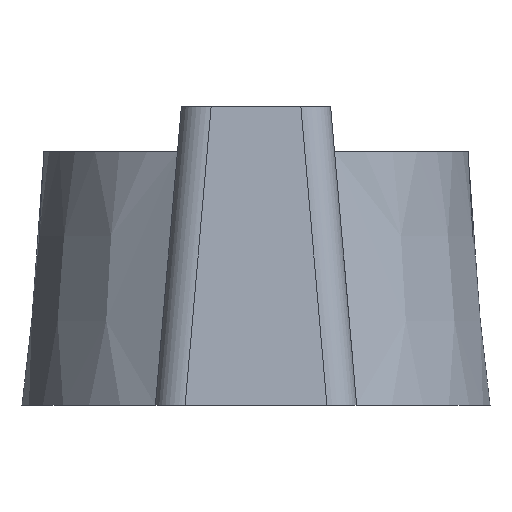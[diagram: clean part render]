
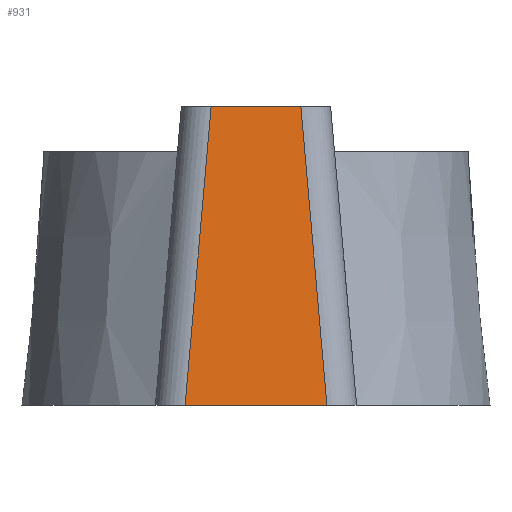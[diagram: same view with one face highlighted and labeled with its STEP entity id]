
A CAD part, front view. The second image highlights one B-rep face of the part: STEP entity #931.
In plain terms, the highlighted planar face has unit normal (0, -0.996, 0.087).
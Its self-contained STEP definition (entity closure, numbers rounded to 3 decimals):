
#155=FACE_OUTER_BOUND('',#209,.T.);
#209=EDGE_LOOP('',(#814,#815,#816,#817));
#274=LINE('',#1656,#342);
#277=LINE('',#1667,#345);
#278=LINE('',#1670,#346);
#279=LINE('',#1671,#347);
#342=VECTOR('',#1309,10.);
#345=VECTOR('',#1324,10.);
#346=VECTOR('',#1327,10.);
#347=VECTOR('',#1328,10.);
#436=VERTEX_POINT('',#1653);
#437=VERTEX_POINT('',#1655);
#439=VERTEX_POINT('',#1665);
#440=VERTEX_POINT('',#1669);
#566=EDGE_CURVE('',#437,#436,#274,.T.);
#572=EDGE_CURVE('',#437,#439,#277,.T.);
#573=EDGE_CURVE('',#440,#436,#278,.T.);
#574=EDGE_CURVE('',#440,#439,#279,.T.);
#814=ORIENTED_EDGE('',*,*,#572,.F.);
#815=ORIENTED_EDGE('',*,*,#566,.T.);
#816=ORIENTED_EDGE('',*,*,#573,.F.);
#817=ORIENTED_EDGE('',*,*,#574,.T.);
#882=PLANE('',#1061);
#931=ADVANCED_FACE('',(#155),#882,.T.);
#1061=AXIS2_PLACEMENT_3D('',#1668,#1325,#1326);
#1309=DIRECTION('',(-1.,0.,0.));
#1324=DIRECTION('',(0.087,-0.087,-0.992));
#1325=DIRECTION('center_axis',(0.,-0.996,0.087));
#1326=DIRECTION('ref_axis',(-1.,0.,0.));
#1327=DIRECTION('',(0.087,0.087,0.992));
#1328=DIRECTION('',(1.,0.,0.));
#1653=CARTESIAN_POINT('',(152.02,0.313,0.));
#1655=CARTESIAN_POINT('',(158.035,0.313,0.));
#1656=CARTESIAN_POINT('',(160.027,0.313,0.));
#1665=CARTESIAN_POINT('',(159.785,-1.437,-20.));
#1667=CARTESIAN_POINT('',(158.012,0.336,0.259));
#1668=CARTESIAN_POINT('Origin',(150.027,0.313,0.));
#1669=CARTESIAN_POINT('',(150.27,-1.437,-20.));
#1670=CARTESIAN_POINT('',(152.082,0.375,0.709));
#1671=CARTESIAN_POINT('',(160.027,-1.437,-20.));
